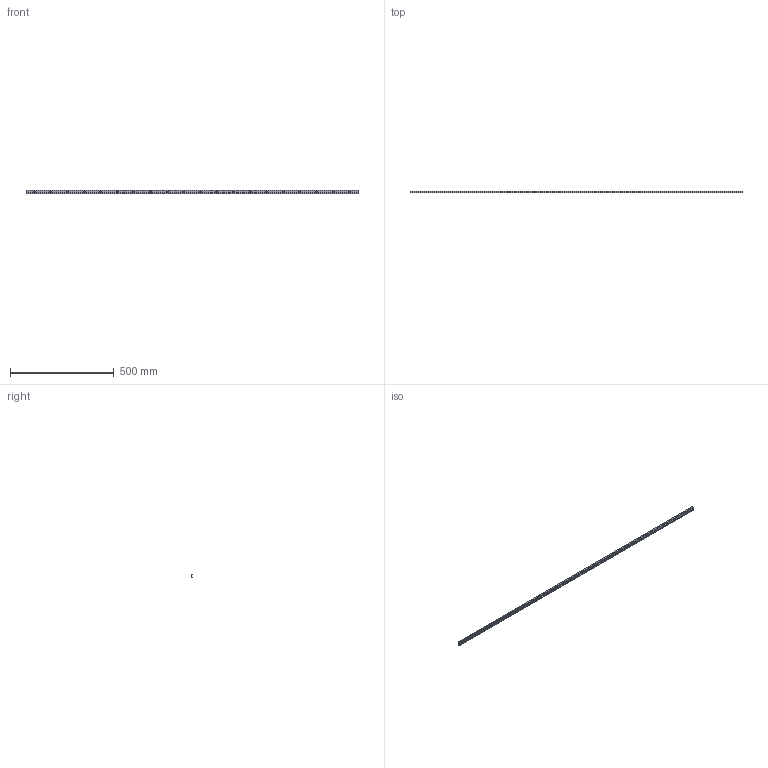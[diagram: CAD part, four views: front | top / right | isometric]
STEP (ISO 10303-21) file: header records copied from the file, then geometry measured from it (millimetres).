
FILE_DESCRIPTION((''),'2;1');
FILE_NAME('LCX 18-1600.V.stp','2016-04-28T13:12:46',('MRathmann'),(''),'Autodesk Inventor 2012','Autodesk Inventor 2012','');
FILE_SCHEMA(('CONFIG_CONTROL_DESIGN'));
Length unit declared in the file: millimetre
Products named in the file (1): LCX 18-1600.V
Bounding box: 1600 x 8.25 x 18 mm (x, y, z)
Volume: 117713.7 mm3; surface area: 100351.9 mm2
Topology: 1 solids, 1 shells, 64 faces, 166 edges, 104 vertices
Faces by surface type: cylinder 31, cone 20, plane 13
Full cylindrical faces by diameter (mm): 4.5 x20
Entity records: 1878 total; most frequent: DIRECTION 338, CARTESIAN_POINT 295, ORIENTED_EDGE 252, AXIS2_PLACEMENT_3D 147, EDGE_LOOP 144, EDGE_CURVE 126, VERTEX_POINT 104, CIRCLE 82
